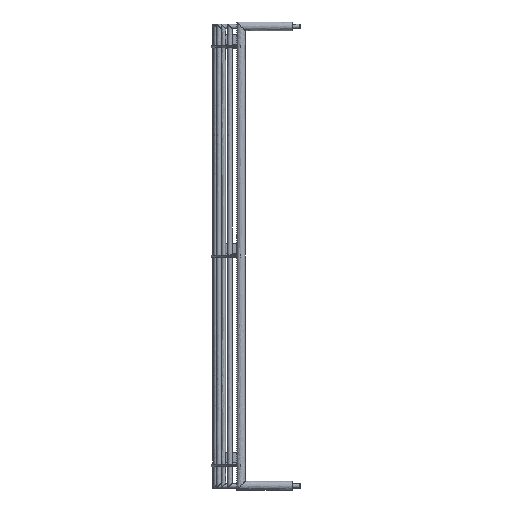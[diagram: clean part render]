
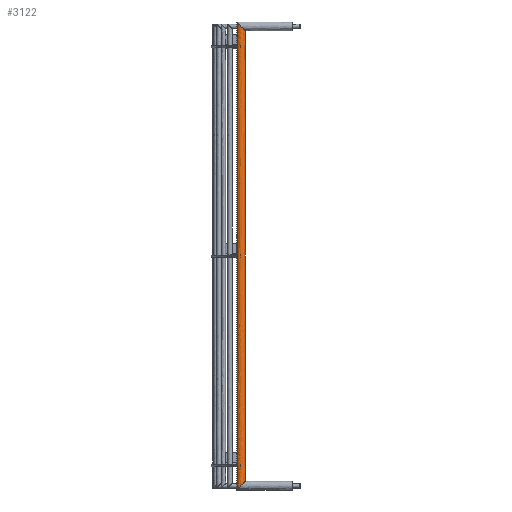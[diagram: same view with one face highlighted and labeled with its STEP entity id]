
A CAD part, top view. The second image highlights one B-rep face of the part: STEP entity #3122.
In plain terms, the highlighted free-form (B-spline) face has degree [2, 1] with [5, 2] control points.
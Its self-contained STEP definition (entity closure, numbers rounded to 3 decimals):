
#3049 = VERTEX_POINT('',#3050);
#3050 = CARTESIAN_POINT('',(378.889,1470.768,
    850.657));
#3068 = VERTEX_POINT('',#3069);
#3069 = CARTESIAN_POINT('',(321.954,1527.704,
    850.657));
#3074 = EDGE_CURVE('',#3049,#3068,#3075,.T.);
#3075 = ( BOUNDED_CURVE() B_SPLINE_CURVE(3,(#3076,#3077,#3078,#3079),
.UNSPECIFIED.,.F.,.F.) B_SPLINE_CURVE_WITH_KNOTS((4,4),(0.,1.),
.PIECEWISE_BEZIER_KNOTS.) CURVE() GEOMETRIC_REPRESENTATION_ITEM() 
RATIONAL_B_SPLINE_CURVE((1.,0.333,0.333,1.)) 
REPRESENTATION_ITEM('') );
#3076 = CARTESIAN_POINT('',(378.889,1470.768,
    850.657));
#3077 = CARTESIAN_POINT('',(378.889,1470.768,
    907.593));
#3078 = CARTESIAN_POINT('',(321.954,1527.704,
    907.593));
#3079 = CARTESIAN_POINT('',(321.954,1527.704,
    850.657));
#3122 = ADVANCED_FACE('',(#3123),#3147,.T.);
#3123 = FACE_BOUND('',#3124,.T.);
#3124 = EDGE_LOOP('',(#3125,#3132,#3133,#3140));
#3125 = ORIENTED_EDGE('',*,*,#3126,.F.);
#3126 = EDGE_CURVE('',#3049,#3127,#3129,.T.);
#3127 = VERTEX_POINT('',#3128);
#3128 = CARTESIAN_POINT('',(378.889,-1470.768,
    850.657));
#3129 = B_SPLINE_CURVE_WITH_KNOTS('',1,(#3130,#3131),.UNSPECIFIED.,.F.,
  .F.,(2,2),(0.,2583.205),.PIECEWISE_BEZIER_KNOTS.);
#3130 = CARTESIAN_POINT('',(378.889,1470.768,
    850.657));
#3131 = CARTESIAN_POINT('',(378.889,-1470.768,
    850.657));
#3132 = ORIENTED_EDGE('',*,*,#3074,.T.);
#3133 = ORIENTED_EDGE('',*,*,#3134,.T.);
#3134 = EDGE_CURVE('',#3068,#3135,#3137,.T.);
#3135 = VERTEX_POINT('',#3136);
#3136 = CARTESIAN_POINT('',(321.954,-1527.704,
    850.657));
#3137 = B_SPLINE_CURVE_WITH_KNOTS('',1,(#3138,#3139),.UNSPECIFIED.,.F.,
  .F.,(2,2),(0.,2683.205),.PIECEWISE_BEZIER_KNOTS.);
#3138 = CARTESIAN_POINT('',(321.954,1527.704,
    850.657));
#3139 = CARTESIAN_POINT('',(321.954,-1527.704,
    850.657));
#3140 = ORIENTED_EDGE('',*,*,#3141,.F.);
#3141 = EDGE_CURVE('',#3127,#3135,#3142,.T.);
#3142 = ( BOUNDED_CURVE() B_SPLINE_CURVE(3,(#3143,#3144,#3145,#3146),
.UNSPECIFIED.,.F.,.F.) B_SPLINE_CURVE_WITH_KNOTS((4,4),(0.,1.),
.PIECEWISE_BEZIER_KNOTS.) CURVE() GEOMETRIC_REPRESENTATION_ITEM() 
RATIONAL_B_SPLINE_CURVE((1.,0.333,0.333,1.)) 
REPRESENTATION_ITEM('') );
#3143 = CARTESIAN_POINT('',(378.889,-1470.768,
    850.657));
#3144 = CARTESIAN_POINT('',(378.889,-1470.768,
    907.593));
#3145 = CARTESIAN_POINT('',(321.954,-1527.704,
    907.593));
#3146 = CARTESIAN_POINT('',(321.954,-1527.704,
    850.657));
#3147 = ( BOUNDED_SURFACE() B_SPLINE_SURFACE(2,1,(
    (#3148,#3149)
    ,(#3150,#3151)
    ,(#3152,#3153)
    ,(#3154,#3155)
    ,(#3156,#3157
)),.UNSPECIFIED.,.F.,.F.,.F.) B_SPLINE_SURFACE_WITH_KNOTS((3,2,3),(2,2),
  (0.,1.571,3.142),(-1341.603,
    1341.603),.PIECEWISE_BEZIER_KNOTS.) 
GEOMETRIC_REPRESENTATION_ITEM() RATIONAL_B_SPLINE_SURFACE((
    (1.,1.)
    ,(0.707,0.707)
    ,(1.,1.)
    ,(0.707,0.707)
,(1.,1.))) REPRESENTATION_ITEM('') SURFACE() );
#3148 = CARTESIAN_POINT('',(378.889,1527.704,
    850.657));
#3149 = CARTESIAN_POINT('',(378.889,-1527.704,
    850.657));
#3150 = CARTESIAN_POINT('',(378.889,1527.704,
    879.125));
#3151 = CARTESIAN_POINT('',(378.889,-1527.704,
    879.125));
#3152 = CARTESIAN_POINT('',(350.421,1527.704,
    879.125));
#3153 = CARTESIAN_POINT('',(350.421,-1527.704,
    879.125));
#3154 = CARTESIAN_POINT('',(321.954,1527.704,
    879.125));
#3155 = CARTESIAN_POINT('',(321.954,-1527.704,
    879.125));
#3156 = CARTESIAN_POINT('',(321.954,1527.704,
    850.657));
#3157 = CARTESIAN_POINT('',(321.954,-1527.704,
    850.657));
